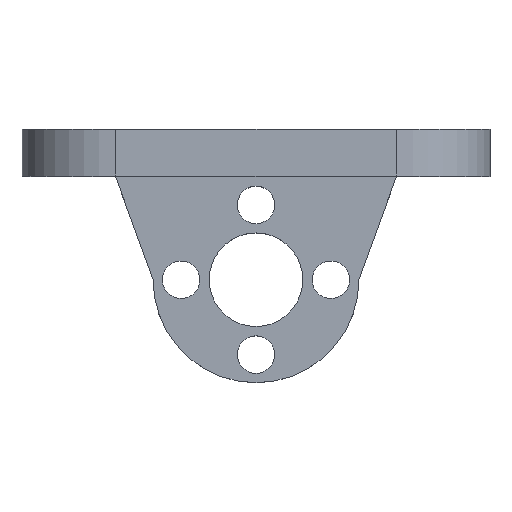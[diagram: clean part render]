
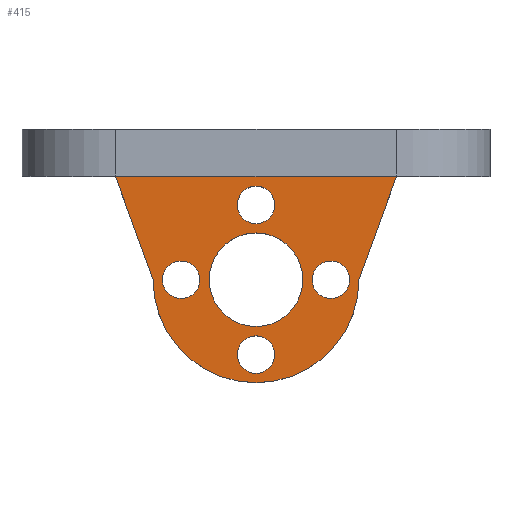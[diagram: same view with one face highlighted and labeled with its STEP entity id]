
A CAD part, top view. The second image highlights one B-rep face of the part: STEP entity #415.
In plain terms, the highlighted planar face has unit normal (0, 0, 1).
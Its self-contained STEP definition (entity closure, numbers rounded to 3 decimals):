
#1 = AXIS2_PLACEMENT_3D ( 'NONE', #278, #1061, #24 ) ;
#2 = EDGE_LOOP ( 'NONE', ( #285, #442 ) ) ;
#10 = EDGE_CURVE ( 'NONE', #406, #304, #995, .T. ) ;
#11 = CARTESIAN_POINT ( 'NONE',  ( -5., 0., 5. ) ) ;
#18 = EDGE_CURVE ( 'NONE', #424, #810, #456, .T. ) ;
#24 = DIRECTION ( 'NONE',  ( 1., 0., 0. ) ) ;
#60 = ORIENTED_EDGE ( 'NONE', *, *, #18, .F. ) ;
#71 = LINE ( 'NONE', #177, #124 ) ;
#76 = DIRECTION ( 'NONE',  ( -0.342, -0.94, 0. ) ) ;
#79 = VERTEX_POINT ( 'NONE', #549 ) ;
#82 = CARTESIAN_POINT ( 'NONE',  ( 6., 0., 5. ) ) ;
#90 = EDGE_LOOP ( 'NONE', ( #1071, #993 ) ) ;
#115 = CARTESIAN_POINT ( 'NONE',  ( 25., 11., 5. ) ) ;
#124 = VECTOR ( 'NONE', #76, 1000. ) ;
#137 = ORIENTED_EDGE ( 'NONE', *, *, #399, .F. ) ;
#160 = AXIS2_PLACEMENT_3D ( 'NONE', #883, #449, #367 ) ;
#168 = FACE_BOUND ( 'NONE', #1019, .T. ) ;
#177 = CARTESIAN_POINT ( 'NONE',  ( 9.715, -3.533, 5. ) ) ;
#186 = FACE_BOUND ( 'NONE', #881, .T. ) ;
#199 = EDGE_LOOP ( 'NONE', ( #60, #654, #558, #819 ) ) ;
#231 = CARTESIAN_POINT ( 'NONE',  ( 2., 8., 5. ) ) ;
#252 = VECTOR ( 'NONE', #460, 1000. ) ;
#253 = CIRCLE ( 'NONE', #923, 2. ) ;
#265 = DIRECTION ( 'NONE',  ( 0., 0., 1. ) ) ;
#278 = CARTESIAN_POINT ( 'NONE',  ( 0., 8., 5. ) ) ;
#283 = LINE ( 'NONE', #615, #752 ) ;
#285 = ORIENTED_EDGE ( 'NONE', *, *, #10, .F. ) ;
#286 = CARTESIAN_POINT ( 'NONE',  ( 8., 0., 5. ) ) ;
#290 = AXIS2_PLACEMENT_3D ( 'NONE', #400, #866, #669 ) ;
#298 = DIRECTION ( 'NONE',  ( 0.342, -0.94, 0. ) ) ;
#304 = VERTEX_POINT ( 'NONE', #231 ) ;
#309 = ORIENTED_EDGE ( 'NONE', *, *, #721, .F. ) ;
#316 = VERTEX_POINT ( 'NONE', #440 ) ;
#321 = DIRECTION ( 'NONE',  ( 1., 0., 0. ) ) ;
#337 = CARTESIAN_POINT ( 'NONE',  ( -8., 0., 5. ) ) ;
#342 = DIRECTION ( 'NONE',  ( 1., 0., 0. ) ) ;
#343 = DIRECTION ( 'NONE',  ( 1., 0., 0. ) ) ;
#356 = ORIENTED_EDGE ( 'NONE', *, *, #1082, .F. ) ;
#360 = CARTESIAN_POINT ( 'NONE',  ( -8., 0., 5. ) ) ;
#367 = DIRECTION ( 'NONE',  ( 1., 0., 0. ) ) ;
#374 = CARTESIAN_POINT ( 'NONE',  ( 0., 8., 5. ) ) ;
#399 = EDGE_CURVE ( 'NONE', #781, #929, #253, .T. ) ;
#400 = CARTESIAN_POINT ( 'NONE',  ( 0., 0., 5. ) ) ;
#406 = VERTEX_POINT ( 'NONE', #783 ) ;
#415 = ADVANCED_FACE ( 'NONE', ( #1120, #685, #168, #186, #867, #524 ), #427, .T. ) ;
#417 = CARTESIAN_POINT ( 'NONE',  ( 2., -8., 5. ) ) ;
#423 = DIRECTION ( 'NONE',  ( 1., 0., 0. ) ) ;
#424 = VERTEX_POINT ( 'NONE', #689 ) ;
#427 = PLANE ( 'NONE',  #572 ) ;
#430 = AXIS2_PLACEMENT_3D ( 'NONE', #374, #898, #708 ) ;
#438 = DIRECTION ( 'NONE',  ( 1., 0., 0. ) ) ;
#440 = CARTESIAN_POINT ( 'NONE',  ( -11., 0., 5. ) ) ;
#441 = EDGE_CURVE ( 'NONE', #848, #528, #997, .T. ) ;
#442 = ORIENTED_EDGE ( 'NONE', *, *, #900, .F. ) ;
#449 = DIRECTION ( 'NONE',  ( 0., 0., 1. ) ) ;
#453 = EDGE_CURVE ( 'NONE', #424, #316, #283, .T. ) ;
#456 = LINE ( 'NONE', #115, #252 ) ;
#460 = DIRECTION ( 'NONE',  ( 1., 0., 0. ) ) ;
#464 = CIRCLE ( 'NONE', #290, 5. ) ;
#490 = EDGE_LOOP ( 'NONE', ( #784, #309 ) ) ;
#502 = CIRCLE ( 'NONE', #160, 11. ) ;
#503 = CARTESIAN_POINT ( 'NONE',  ( 0., -8., 5. ) ) ;
#517 = CIRCLE ( 'NONE', #1, 2. ) ;
#524 = FACE_BOUND ( 'NONE', #490, .T. ) ;
#526 = ORIENTED_EDGE ( 'NONE', *, *, #944, .F. ) ;
#528 = VERTEX_POINT ( 'NONE', #889 ) ;
#549 = CARTESIAN_POINT ( 'NONE',  ( -6., 0., 5. ) ) ;
#558 = ORIENTED_EDGE ( 'NONE', *, *, #808, .T. ) ;
#572 = AXIS2_PLACEMENT_3D ( 'NONE', #1040, #599, #343 ) ;
#584 = CARTESIAN_POINT ( 'NONE',  ( -10., 0., 5. ) ) ;
#585 = DIRECTION ( 'NONE',  ( 0., 0., 1. ) ) ;
#599 = DIRECTION ( 'NONE',  ( 0., 0., 1. ) ) ;
#613 = CARTESIAN_POINT ( 'NONE',  ( 15., 11., 5. ) ) ;
#615 = CARTESIAN_POINT ( 'NONE',  ( -9.715, -3.533, 5. ) ) ;
#654 = ORIENTED_EDGE ( 'NONE', *, *, #453, .T. ) ;
#657 = AXIS2_PLACEMENT_3D ( 'NONE', #981, #969, #1067 ) ;
#664 = CARTESIAN_POINT ( 'NONE',  ( 8., 0., 5. ) ) ;
#668 = EDGE_CURVE ( 'NONE', #791, #722, #1088, .T. ) ;
#669 = DIRECTION ( 'NONE',  ( 1., 0., 0. ) ) ;
#672 = DIRECTION ( 'NONE',  ( 1., 0., 0. ) ) ;
#685 = FACE_BOUND ( 'NONE', #90, .T. ) ;
#689 = CARTESIAN_POINT ( 'NONE',  ( -15., 11., 5. ) ) ;
#701 = CIRCLE ( 'NONE', #776, 2. ) ;
#708 = DIRECTION ( 'NONE',  ( 1., 0., 0. ) ) ;
#716 = CARTESIAN_POINT ( 'NONE',  ( -2., -8., 5. ) ) ;
#721 = EDGE_CURVE ( 'NONE', #528, #848, #464, .T. ) ;
#722 = VERTEX_POINT ( 'NONE', #1119 ) ;
#735 = CIRCLE ( 'NONE', #753, 2. ) ;
#752 = VECTOR ( 'NONE', #298, 1000. ) ;
#753 = AXIS2_PLACEMENT_3D ( 'NONE', #337, #585, #342 ) ;
#763 = DIRECTION ( 'NONE',  ( 0., 0., 1. ) ) ;
#771 = EDGE_CURVE ( 'NONE', #810, #933, #71, .T. ) ;
#776 = AXIS2_PLACEMENT_3D ( 'NONE', #503, #763, #672 ) ;
#781 = VERTEX_POINT ( 'NONE', #417 ) ;
#783 = CARTESIAN_POINT ( 'NONE',  ( -2., 8., 5. ) ) ;
#784 = ORIENTED_EDGE ( 'NONE', *, *, #441, .F. ) ;
#791 = VERTEX_POINT ( 'NONE', #82 ) ;
#794 = EDGE_CURVE ( 'NONE', #79, #1065, #735, .T. ) ;
#808 = EDGE_CURVE ( 'NONE', #316, #933, #502, .T. ) ;
#810 = VERTEX_POINT ( 'NONE', #613 ) ;
#816 = CIRCLE ( 'NONE', #926, 2. ) ;
#819 = ORIENTED_EDGE ( 'NONE', *, *, #771, .F. ) ;
#848 = VERTEX_POINT ( 'NONE', #11 ) ;
#866 = DIRECTION ( 'NONE',  ( 0., 0., 1. ) ) ;
#867 = FACE_BOUND ( 'NONE', #2, .T. ) ;
#881 = EDGE_LOOP ( 'NONE', ( #1013, #526 ) ) ;
#883 = CARTESIAN_POINT ( 'NONE',  ( 0., 0., 5. ) ) ;
#889 = CARTESIAN_POINT ( 'NONE',  ( 5., 0., 5. ) ) ;
#895 = CIRCLE ( 'NONE', #1036, 2. ) ;
#898 = DIRECTION ( 'NONE',  ( 0., 0., 1. ) ) ;
#900 = EDGE_CURVE ( 'NONE', #304, #406, #517, .T. ) ;
#901 = DIRECTION ( 'NONE',  ( 1., 0., 0. ) ) ;
#923 = AXIS2_PLACEMENT_3D ( 'NONE', #949, #265, #423 ) ;
#926 = AXIS2_PLACEMENT_3D ( 'NONE', #286, #980, #901 ) ;
#929 = VERTEX_POINT ( 'NONE', #716 ) ;
#933 = VERTEX_POINT ( 'NONE', #1066 ) ;
#944 = EDGE_CURVE ( 'NONE', #722, #791, #816, .T. ) ;
#949 = CARTESIAN_POINT ( 'NONE',  ( 0., -8., 5. ) ) ;
#969 = DIRECTION ( 'NONE',  ( 0., 0., 1. ) ) ;
#980 = DIRECTION ( 'NONE',  ( 0., 0., 1. ) ) ;
#981 = CARTESIAN_POINT ( 'NONE',  ( 0., 0., 5. ) ) ;
#993 = ORIENTED_EDGE ( 'NONE', *, *, #794, .F. ) ;
#995 = CIRCLE ( 'NONE', #430, 2. ) ;
#997 = CIRCLE ( 'NONE', #657, 5. ) ;
#1013 = ORIENTED_EDGE ( 'NONE', *, *, #668, .F. ) ;
#1019 = EDGE_LOOP ( 'NONE', ( #356, #137 ) ) ;
#1036 = AXIS2_PLACEMENT_3D ( 'NONE', #360, #1043, #438 ) ;
#1040 = CARTESIAN_POINT ( 'NONE',  ( 0., 0., 5. ) ) ;
#1043 = DIRECTION ( 'NONE',  ( 0., 0., 1. ) ) ;
#1061 = DIRECTION ( 'NONE',  ( 0., 0., 1. ) ) ;
#1065 = VERTEX_POINT ( 'NONE', #584 ) ;
#1066 = CARTESIAN_POINT ( 'NONE',  ( 11., 0., 5. ) ) ;
#1067 = DIRECTION ( 'NONE',  ( 1., 0., 0. ) ) ;
#1071 = ORIENTED_EDGE ( 'NONE', *, *, #1123, .F. ) ;
#1082 = EDGE_CURVE ( 'NONE', #929, #781, #701, .T. ) ;
#1088 = CIRCLE ( 'NONE', #1122, 2. ) ;
#1090 = DIRECTION ( 'NONE',  ( 0., 0., 1. ) ) ;
#1119 = CARTESIAN_POINT ( 'NONE',  ( 10., 0., 5. ) ) ;
#1120 = FACE_OUTER_BOUND ( 'NONE', #199, .T. ) ;
#1122 = AXIS2_PLACEMENT_3D ( 'NONE', #664, #1090, #321 ) ;
#1123 = EDGE_CURVE ( 'NONE', #1065, #79, #895, .T. ) ;
